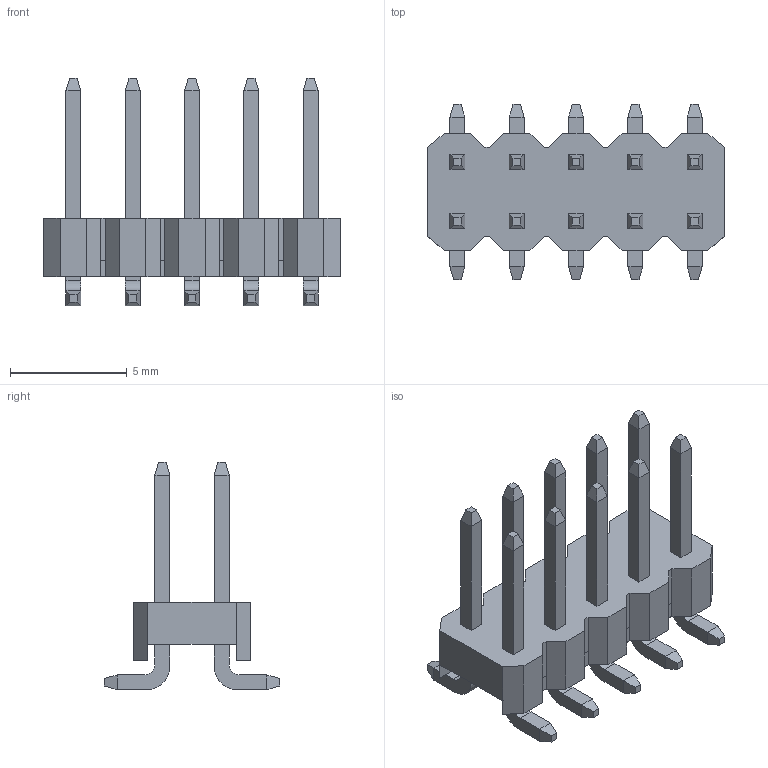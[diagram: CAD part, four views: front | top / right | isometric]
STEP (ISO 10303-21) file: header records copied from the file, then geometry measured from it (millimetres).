
FILE_DESCRIPTION(/* description */ (''),/* implementation_level */ '2;1');
FILE_NAME(/* name */ '2x10_Header.step',/* time_stamp */ '2023-01-04T10:22:14+01:00',/* author */ (''),/* organization */ (''),/* preprocessor_version */ 'ST-DEVELOPER v19.2',/* originating_system */ 'Autodesk Translation Framework v11.17.0.187',/* authorisation */ '');
FILE_SCHEMA (('AUTOMOTIVE_DESIGN { 1 0 10303 214 3 1 1 }'));
Length unit declared in the file: millimetre
Products named in the file (1): 610X1021121
Bounding box: 12.7 x 7.5 x 9.74 mm (x, y, z)
Volume: 151.9 mm3; surface area: 463.8 mm2
Topology: 1 solids, 1 shells, 286 faces, 752 edges, 488 vertices
Faces by surface type: plane 266, cylinder 20
Entity records: 8949 total; most frequent: CARTESIAN_POINT 1527, ORIENTED_EDGE 1504, DIRECTION 1366, EDGE_CURVE 752, LINE 712, VECTOR 712, VERTEX_POINT 488, AXIS2_PLACEMENT_3D 327
